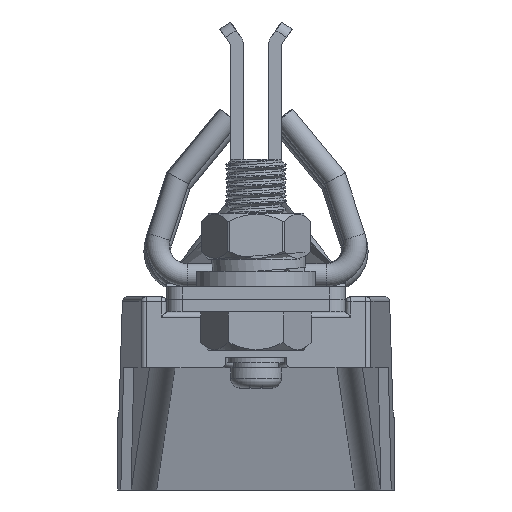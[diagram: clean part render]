
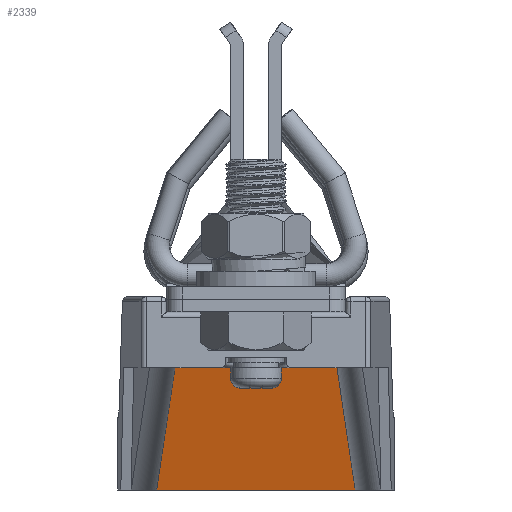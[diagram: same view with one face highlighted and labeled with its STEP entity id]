
A CAD part, left-side view. The second image highlights one B-rep face of the part: STEP entity #2339.
In plain terms, the highlighted planar face has unit normal (-0.97, 0, -0.242).
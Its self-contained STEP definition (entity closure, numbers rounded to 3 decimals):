
#1141=FACE_OUTER_BOUND('',#6197,.T.);
#2339=ADVANCED_FACE('',(#1141),#2919,.T.);
#2919=PLANE('',#15116);
#3770=LINE('',#41758,#4736);
#3792=LINE('',#41898,#4758);
#3793=LINE('',#41901,#4759);
#3794=LINE('',#41902,#4760);
#4736=VECTOR('',#18172,1.);
#4758=VECTOR('',#18232,1.);
#4759=VECTOR('',#18233,1.);
#4760=VECTOR('',#18234,1.);
#6197=EDGE_LOOP('',(#9359,#9360,#9361,#9362));
#9359=ORIENTED_EDGE('',*,*,#13198,.T.);
#9360=ORIENTED_EDGE('',*,*,#13199,.T.);
#9361=ORIENTED_EDGE('',*,*,#13157,.F.);
#9362=ORIENTED_EDGE('',*,*,#13200,.T.);
#11439=VERTEX_POINT('',#41757);
#11440=VERTEX_POINT('',#41759);
#11475=VERTEX_POINT('',#41899);
#11476=VERTEX_POINT('',#41900);
#13157=EDGE_CURVE('',#11439,#11440,#3770,.T.);
#13198=EDGE_CURVE('',#11475,#11476,#3792,.T.);
#13199=EDGE_CURVE('',#11476,#11440,#3793,.T.);
#13200=EDGE_CURVE('',#11439,#11475,#3794,.T.);
#15116=AXIS2_PLACEMENT_3D('',#41903,#18235,#18236);
#18172=DIRECTION('',(0.,1.,0.));
#18232=DIRECTION('',(0.,1.,0.));
#18233=DIRECTION('',(0.242,0.023,-0.97));
#18234=DIRECTION('',(-0.242,0.023,0.97));
#18235=DIRECTION('',(-0.97,0.,-0.243));
#18236=DIRECTION('',(0.,1.,0.));
#41757=CARTESIAN_POINT('',(266.78,-19.548,-35.));
#41758=CARTESIAN_POINT('',(266.78,-272.6,-35.));
#41759=CARTESIAN_POINT('',(266.78,19.55,-35.));
#41898=CARTESIAN_POINT('',(260.78,46.295,-11.));
#41899=CARTESIAN_POINT('',(260.78,-18.984,-11.));
#41900=CARTESIAN_POINT('',(260.78,18.987,-11.));
#41901=CARTESIAN_POINT('',(266.747,19.547,-34.867));
#41902=CARTESIAN_POINT('',(266.597,-19.531,-34.268));
#41903=CARTESIAN_POINT('',(266.78,13.525,-35.));
